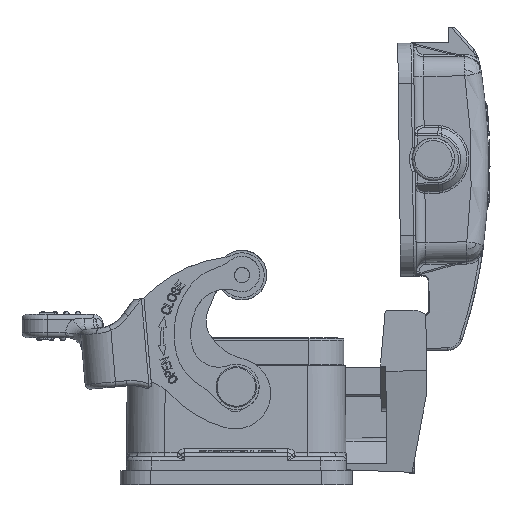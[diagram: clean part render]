
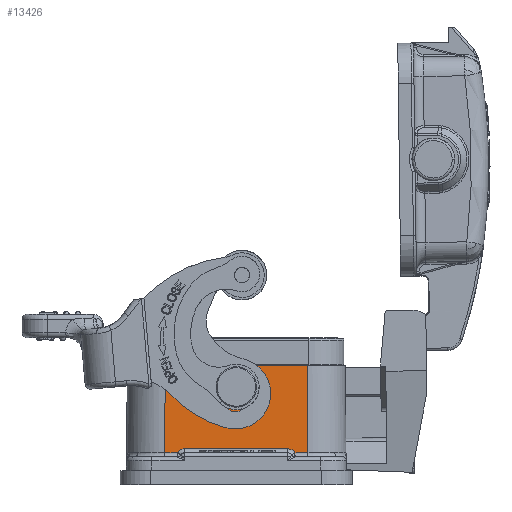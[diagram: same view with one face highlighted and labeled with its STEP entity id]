
A CAD part, left-side view. The second image highlights one B-rep face of the part: STEP entity #13426.
In plain terms, the highlighted planar face has unit normal (-1, 0, 0.009).
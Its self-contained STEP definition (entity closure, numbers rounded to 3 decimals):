
#3709=FACE_BOUND('',#17610,.T.);
#3710=FACE_BOUND('',#17611,.T.);
#4430=PLANE('',#41321);
#5009=B_SPLINE_CURVE_WITH_KNOTS('',3,(#53516,#53517,#53518,#53519,#53520,
#53521),.UNSPECIFIED.,.F.,.F.,(4,2,4),(0.,0.5,1.),.UNSPECIFIED.);
#6265=B_SPLINE_CURVE_WITH_KNOTS('',3,(#70844,#70845,#70846,#70847,#70848,
#70849,#70850,#70851,#70852,#70853,#70854,#70855,#70856,#70857,#70858,#70859),
 .UNSPECIFIED.,.F.,.F.,(4,2,2,2,2,2,2,4),(0.,0.125,0.25,
0.375,0.5,0.625,0.75,
1.),.UNSPECIFIED.);
#6268=B_SPLINE_CURVE_WITH_KNOTS('',3,(#70873,#70874,#70875,#70876,#70877,
#70878,#70879,#70880,#70881,#70882,#70883,#70884,#70885,#70886,#70887,#70888),
 .UNSPECIFIED.,.F.,.F.,(4,2,2,2,2,2,2,4),(0.,0.125,0.25,
0.375,0.5,0.625,0.75,
1.),.UNSPECIFIED.);
#6280=B_SPLINE_CURVE_WITH_KNOTS('',3,(#71122,#71123,#71124,#71125,#71126,
#71127),.UNSPECIFIED.,.F.,.F.,(4,2,4),(0.,0.5,1.),.UNSPECIFIED.);
#9299=LINE('',#70366,#11399);
#9314=LINE('',#70742,#11414);
#9315=LINE('',#70765,#11415);
#9317=LINE('',#70797,#11417);
#9325=LINE('',#70866,#11425);
#9331=LINE('',#71120,#11431);
#11399=VECTOR('',#48644,1.);
#11414=VECTOR('',#48746,1.);
#11415=VECTOR('',#48749,1.);
#11417=VECTOR('',#48757,1.);
#11425=VECTOR('',#48787,1.);
#11431=VECTOR('',#48827,1.);
#13426=ADVANCED_FACE('',(#3709,#3710),#4430,.F.);
#17610=EDGE_LOOP('',(#26586,#26587));
#17611=EDGE_LOOP('',(#26588,#26589,#26590,#26591,#26592,#26593,#26594,#26595));
#26586=ORIENTED_EDGE('',*,*,#32985,.T.);
#26587=ORIENTED_EDGE('',*,*,#36614,.T.);
#26588=ORIENTED_EDGE('',*,*,#36591,.F.);
#26589=ORIENTED_EDGE('',*,*,#36589,.T.);
#26590=ORIENTED_EDGE('',*,*,#36587,.F.);
#26591=ORIENTED_EDGE('',*,*,#36571,.T.);
#26592=ORIENTED_EDGE('',*,*,#36566,.F.);
#26593=ORIENTED_EDGE('',*,*,#36563,.T.);
#26594=ORIENTED_EDGE('',*,*,#36509,.F.);
#26595=ORIENTED_EDGE('',*,*,#36613,.T.);
#29275=VERTEX_POINT('',#53510);
#29278=VERTEX_POINT('',#53515);
#31486=VERTEX_POINT('',#70360);
#31487=VERTEX_POINT('',#70367);
#31512=VERTEX_POINT('',#70743);
#31513=VERTEX_POINT('',#70764);
#31515=VERTEX_POINT('',#70794);
#31526=VERTEX_POINT('',#70860);
#31527=VERTEX_POINT('',#70867);
#31528=VERTEX_POINT('',#70889);
#32985=EDGE_CURVE('',#29275,#29278,#5009,.T.);
#36509=EDGE_CURVE('',#31486,#31487,#9299,.T.);
#36563=EDGE_CURVE('',#31512,#31487,#9314,.T.);
#36566=EDGE_CURVE('',#31512,#31513,#9315,.T.);
#36571=EDGE_CURVE('',#31515,#31513,#9317,.T.);
#36587=EDGE_CURVE('',#31515,#31526,#6265,.T.);
#36589=EDGE_CURVE('',#31527,#31526,#9325,.T.);
#36591=EDGE_CURVE('',#31527,#31528,#6268,.T.);
#36613=EDGE_CURVE('',#31486,#31528,#9331,.T.);
#36614=EDGE_CURVE('',#29278,#29275,#6280,.T.);
#41321=AXIS2_PLACEMENT_3D('',#71128,#48830,#48831);
#48644=DIRECTION('',(0.009,-0.009,1.));
#48746=DIRECTION('',(0.,1.,0.));
#48749=DIRECTION('',(-0.009,-0.009,-1.));
#48757=DIRECTION('',(0.,-1.,0.));
#48787=DIRECTION('',(0.,-1.,0.));
#48827=DIRECTION('',(0.,-1.,0.));
#48830=DIRECTION('',(1.,0.,-0.009));
#48831=DIRECTION('',(0.009,0.,1.));
#53510=CARTESIAN_POINT('',(10.976,50.394,-69.83));
#53515=CARTESIAN_POINT('',(10.951,50.137,-72.768));
#53516=CARTESIAN_POINT('',(10.976,50.394,-69.83));
#53517=CARTESIAN_POINT('',(10.977,49.612,-69.761));
#53518=CARTESIAN_POINT('',(10.971,48.865,-70.393));
#53519=CARTESIAN_POINT('',(10.958,48.728,-71.947));
#53520=CARTESIAN_POINT('',(10.951,49.353,-72.7));
#53521=CARTESIAN_POINT('',(10.951,50.137,-72.768));
#70360=CARTESIAN_POINT('',(10.85,64.416,-84.306));
#70366=CARTESIAN_POINT('',(10.85,64.416,-84.306));
#70367=CARTESIAN_POINT('',(11.,64.266,-67.099));
#70742=CARTESIAN_POINT('',(11.,36.266,-67.099));
#70743=CARTESIAN_POINT('',(11.,36.266,-67.099));
#70764=CARTESIAN_POINT('',(10.85,36.115,-84.306));
#70765=CARTESIAN_POINT('',(11.,36.266,-67.099));
#70794=CARTESIAN_POINT('',(10.85,38.68,-84.306));
#70797=CARTESIAN_POINT('',(10.85,38.68,-84.306));
#70844=CARTESIAN_POINT('',(10.85,38.68,-84.306));
#70845=CARTESIAN_POINT('',(10.85,38.686,-84.296));
#70846=CARTESIAN_POINT('',(10.851,38.753,-84.188));
#70847=CARTESIAN_POINT('',(10.852,38.843,-84.07));
#70848=CARTESIAN_POINT('',(10.852,38.885,-84.022));
#70849=CARTESIAN_POINT('',(10.853,38.984,-83.924));
#70850=CARTESIAN_POINT('',(10.854,39.037,-83.879));
#70851=CARTESIAN_POINT('',(10.854,39.148,-83.794));
#70852=CARTESIAN_POINT('',(10.855,39.239,-83.737));
#70853=CARTESIAN_POINT('',(10.855,39.293,-83.706));
#70854=CARTESIAN_POINT('',(10.855,39.353,-83.67));
#70855=CARTESIAN_POINT('',(10.856,39.556,-83.585));
#70856=CARTESIAN_POINT('',(10.856,39.583,-83.579));
#70857=CARTESIAN_POINT('',(10.857,39.786,-83.523));
#70858=CARTESIAN_POINT('',(10.857,39.926,-83.505));
#70859=CARTESIAN_POINT('',(10.857,40.066,-83.506));
#70860=CARTESIAN_POINT('',(10.857,40.066,-83.506));
#70866=CARTESIAN_POINT('',(10.857,60.466,-83.506));
#70867=CARTESIAN_POINT('',(10.857,60.466,-83.506));
#70873=CARTESIAN_POINT('',(10.857,60.466,-83.506));
#70874=CARTESIAN_POINT('',(10.857,60.478,-83.506));
#70875=CARTESIAN_POINT('',(10.857,60.604,-83.51));
#70876=CARTESIAN_POINT('',(10.857,60.752,-83.529));
#70877=CARTESIAN_POINT('',(10.856,60.814,-83.542));
#70878=CARTESIAN_POINT('',(10.856,60.948,-83.578));
#70879=CARTESIAN_POINT('',(10.856,61.014,-83.601));
#70880=CARTESIAN_POINT('',(10.855,61.143,-83.655));
#70881=CARTESIAN_POINT('',(10.855,61.238,-83.705));
#70882=CARTESIAN_POINT('',(10.855,61.292,-83.737));
#70883=CARTESIAN_POINT('',(10.854,61.352,-83.771));
#70884=CARTESIAN_POINT('',(10.853,61.528,-83.904));
#70885=CARTESIAN_POINT('',(10.853,61.547,-83.924));
#70886=CARTESIAN_POINT('',(10.852,61.696,-84.072));
#70887=CARTESIAN_POINT('',(10.851,61.782,-84.184));
#70888=CARTESIAN_POINT('',(10.85,61.852,-84.306));
#70889=CARTESIAN_POINT('',(10.85,61.852,-84.306));
#71120=CARTESIAN_POINT('',(10.85,64.416,-84.306));
#71122=CARTESIAN_POINT('',(10.951,50.137,-72.768));
#71123=CARTESIAN_POINT('',(10.95,50.92,-72.837));
#71124=CARTESIAN_POINT('',(10.955,51.667,-72.204));
#71125=CARTESIAN_POINT('',(10.969,51.803,-70.651));
#71126=CARTESIAN_POINT('',(10.976,51.178,-69.898));
#71127=CARTESIAN_POINT('',(10.976,50.394,-69.83));
#71128=CARTESIAN_POINT('',(10.925,50.266,-75.702));
